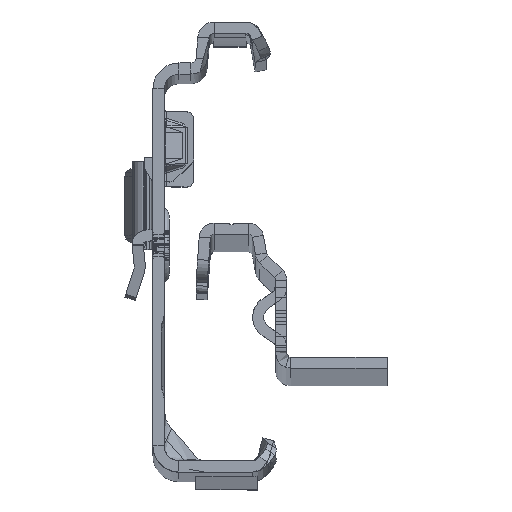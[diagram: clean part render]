
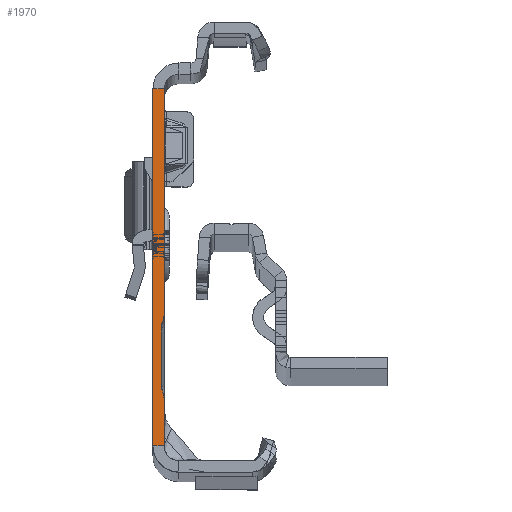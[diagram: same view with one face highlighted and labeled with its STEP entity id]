
A CAD part, top view. The second image highlights one B-rep face of the part: STEP entity #1970.
In plain terms, the highlighted planar face has unit normal (0, 0, 1).
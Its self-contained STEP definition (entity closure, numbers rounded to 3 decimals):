
#347 = CARTESIAN_POINT ( 'NONE',  ( 0., -25.865, 0. ) ) ;
#383 = CARTESIAN_POINT ( 'NONE',  ( -0.306, -18.288, 0. ) ) ;
#859 = EDGE_CURVE ( 'NONE', #14073, #14558, #23911, .T. ) ;
#1309 = ORIENTED_EDGE ( 'NONE', *, *, #26794, .F. ) ;
#1337 = VERTEX_POINT ( 'NONE', #5590 ) ;
#1441 = DIRECTION ( 'NONE',  ( 0., 0., 1. ) ) ;
#1698 = CARTESIAN_POINT ( 'NONE',  ( -0.234, -18.442, 0. ) ) ;
#1790 = EDGE_CURVE ( 'NONE', #20937, #14558, #17332, .T. ) ;
#1970 = ADVANCED_FACE ( 'NONE', ( #18147 ), #20257, .T. ) ;
#1972 = AXIS2_PLACEMENT_3D ( 'NONE', #14108, #1441, #7708 ) ;
#2016 = EDGE_CURVE ( 'NONE', #13140, #14073, #4227, .T. ) ;
#2224 = AXIS2_PLACEMENT_3D ( 'NONE', #13217, #15029, #4200 ) ;
#2674 = EDGE_LOOP ( 'NONE', ( #9663, #13034, #24789, #3446, #3318, #1309, #13318, #18606, #14348, #16628, #8151, #12905 ) ) ;
#2887 = LINE ( 'NONE', #25638, #12814 ) ;
#3318 = ORIENTED_EDGE ( 'NONE', *, *, #1790, .F. ) ;
#3446 = ORIENTED_EDGE ( 'NONE', *, *, #859, .T. ) ;
#3658 = LINE ( 'NONE', #9489, #9858 ) ;
#4049 = CIRCLE ( 'NONE', #19595, 1. ) ;
#4200 = DIRECTION ( 'NONE',  ( -1., 0., 0. ) ) ;
#4227 = LINE ( 'NONE', #25425, #12203 ) ;
#4721 = CARTESIAN_POINT ( 'NONE',  ( 0., 24.135, 0. ) ) ;
#4948 = CIRCLE ( 'NONE', #25021, 2.5 ) ;
#5142 = DIRECTION ( 'NONE',  ( -0.423, -0.906, 0. ) ) ;
#5590 = CARTESIAN_POINT ( 'NONE',  ( -0.306, -9.443, 0. ) ) ;
#6520 = DIRECTION ( 'NONE',  ( 0., -1., 0. ) ) ;
#7708 = DIRECTION ( 'NONE',  ( 0., -1., 0. ) ) ;
#8151 = ORIENTED_EDGE ( 'NONE', *, *, #10121, .F. ) ;
#8182 = VECTOR ( 'NONE', #15653, 1000. ) ;
#8317 = VERTEX_POINT ( 'NONE', #383 ) ;
#9069 = EDGE_CURVE ( 'NONE', #11258, #21872, #4948, .T. ) ;
#9320 = DIRECTION ( 'NONE',  ( 0., -1., 0. ) ) ;
#9332 = CARTESIAN_POINT ( 'NONE',  ( -0.234, -9.288, 0. ) ) ;
#9489 = CARTESIAN_POINT ( 'NONE',  ( -0.234, -18.442, 0. ) ) ;
#9663 = ORIENTED_EDGE ( 'NONE', *, *, #25195, .F. ) ;
#9706 = CARTESIAN_POINT ( 'NONE',  ( 0., -19.499, 0. ) ) ;
#9720 = CARTESIAN_POINT ( 'NONE',  ( -0.234, -9.288, 0. ) ) ;
#9747 = EDGE_CURVE ( 'NONE', #8317, #11258, #3658, .T. ) ;
#9858 = VECTOR ( 'NONE', #16327, 1000. ) ;
#10121 = EDGE_CURVE ( 'NONE', #1337, #25472, #4049, .T. ) ;
#10220 = CARTESIAN_POINT ( 'NONE',  ( 0., -25.865, 0. ) ) ;
#10938 = CARTESIAN_POINT ( 'NONE',  ( 0.6, -9.865, 0. ) ) ;
#10951 = VERTEX_POINT ( 'NONE', #14125 ) ;
#11024 = VECTOR ( 'NONE', #5142, 1000. ) ;
#11181 = VECTOR ( 'NONE', #19069, 1000. ) ;
#11258 = VERTEX_POINT ( 'NONE', #1698 ) ;
#11319 = CARTESIAN_POINT ( 'NONE',  ( 0.6, -17.865, 0. ) ) ;
#11404 = CARTESIAN_POINT ( 'NONE',  ( 0., 24.135, 0. ) ) ;
#11809 = CARTESIAN_POINT ( 'NONE',  ( -1.5, -25.865, 0. ) ) ;
#12203 = VECTOR ( 'NONE', #25151, 1000. ) ;
#12208 = CIRCLE ( 'NONE', #26505, 1. ) ;
#12814 = VECTOR ( 'NONE', #6520, 1000. ) ;
#12905 = ORIENTED_EDGE ( 'NONE', *, *, #12925, .F. ) ;
#12925 = EDGE_CURVE ( 'NONE', #21563, #1337, #26926, .T. ) ;
#13034 = ORIENTED_EDGE ( 'NONE', *, *, #14220, .F. ) ;
#13140 = VERTEX_POINT ( 'NONE', #22983 ) ;
#13217 = CARTESIAN_POINT ( 'NONE',  ( -2.5, -8.231, 0. ) ) ;
#13258 = EDGE_CURVE ( 'NONE', #25472, #10951, #2887, .T. ) ;
#13269 = CARTESIAN_POINT ( 'NONE',  ( -1.5, 24.135, 0. ) ) ;
#13318 = ORIENTED_EDGE ( 'NONE', *, *, #9069, .F. ) ;
#14073 = VERTEX_POINT ( 'NONE', #26312 ) ;
#14108 = CARTESIAN_POINT ( 'NONE',  ( -1.5, 24.135, 0. ) ) ;
#14125 = CARTESIAN_POINT ( 'NONE',  ( -0.4, -17.865, 0. ) ) ;
#14220 = EDGE_CURVE ( 'NONE', #13140, #27574, #17536, .T. ) ;
#14348 = ORIENTED_EDGE ( 'NONE', *, *, #19092, .F. ) ;
#14558 = VERTEX_POINT ( 'NONE', #11809 ) ;
#14802 = VECTOR ( 'NONE', #15507, 1000. ) ;
#15029 = DIRECTION ( 'NONE',  ( 0., 0., -1. ) ) ;
#15507 = DIRECTION ( 'NONE',  ( 0., -1., 0. ) ) ;
#15523 = VECTOR ( 'NONE', #9320, 1000. ) ;
#15653 = DIRECTION ( 'NONE',  ( -1., 0., 0. ) ) ;
#16327 = DIRECTION ( 'NONE',  ( 0.423, -0.906, 0. ) ) ;
#16628 = ORIENTED_EDGE ( 'NONE', *, *, #13258, .F. ) ;
#16899 = DIRECTION ( 'NONE',  ( 0., 0., -1. ) ) ;
#17332 = LINE ( 'NONE', #347, #8182 ) ;
#17458 = DIRECTION ( 'NONE',  ( 1., 0., 0. ) ) ;
#17536 = LINE ( 'NONE', #11404, #15523 ) ;
#18147 = FACE_OUTER_BOUND ( 'NONE', #2674, .T. ) ;
#18606 = ORIENTED_EDGE ( 'NONE', *, *, #9747, .F. ) ;
#18701 = DIRECTION ( 'NONE',  ( 1., 0., 0. ) ) ;
#19069 = DIRECTION ( 'NONE',  ( 0., -1., 0. ) ) ;
#19092 = EDGE_CURVE ( 'NONE', #10951, #8317, #12208, .T. ) ;
#19446 = DIRECTION ( 'NONE',  ( 0., 0., 1. ) ) ;
#19567 = CARTESIAN_POINT ( 'NONE',  ( -0.4, -9.865, 0. ) ) ;
#19595 = AXIS2_PLACEMENT_3D ( 'NONE', #10938, #19446, #27592 ) ;
#19830 = DIRECTION ( 'NONE',  ( 0., 0., 1. ) ) ;
#20257 = PLANE ( 'NONE',  #1972 ) ;
#20937 = VERTEX_POINT ( 'NONE', #10220 ) ;
#21563 = VERTEX_POINT ( 'NONE', #9332 ) ;
#21872 = VERTEX_POINT ( 'NONE', #9706 ) ;
#22694 = CARTESIAN_POINT ( 'NONE',  ( 0., -8.231, 0. ) ) ;
#22983 = CARTESIAN_POINT ( 'NONE',  ( 0., 22.135, 0. ) ) ;
#23170 = CIRCLE ( 'NONE', #2224, 2.5 ) ;
#23463 = CARTESIAN_POINT ( 'NONE',  ( -2.5, -19.499, 0. ) ) ;
#23830 = LINE ( 'NONE', #4721, #11181 ) ;
#23911 = LINE ( 'NONE', #13269, #14802 ) ;
#24789 = ORIENTED_EDGE ( 'NONE', *, *, #2016, .T. ) ;
#25021 = AXIS2_PLACEMENT_3D ( 'NONE', #23463, #16899, #18701 ) ;
#25151 = DIRECTION ( 'NONE',  ( -1., 0., 0. ) ) ;
#25195 = EDGE_CURVE ( 'NONE', #27574, #21563, #23170, .T. ) ;
#25425 = CARTESIAN_POINT ( 'NONE',  ( 0., 22.135, 0. ) ) ;
#25472 = VERTEX_POINT ( 'NONE', #19567 ) ;
#25638 = CARTESIAN_POINT ( 'NONE',  ( -0.4, -9.865, 0. ) ) ;
#26312 = CARTESIAN_POINT ( 'NONE',  ( -1.5, 22.135, 0. ) ) ;
#26505 = AXIS2_PLACEMENT_3D ( 'NONE', #11319, #19830, #17458 ) ;
#26794 = EDGE_CURVE ( 'NONE', #21872, #20937, #23830, .T. ) ;
#26926 = LINE ( 'NONE', #9720, #11024 ) ;
#27574 = VERTEX_POINT ( 'NONE', #22694 ) ;
#27592 = DIRECTION ( 'NONE',  ( -1., 0., 0. ) ) ;
